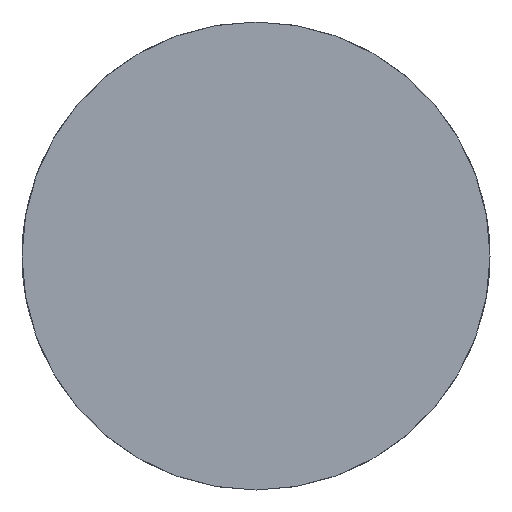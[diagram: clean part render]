
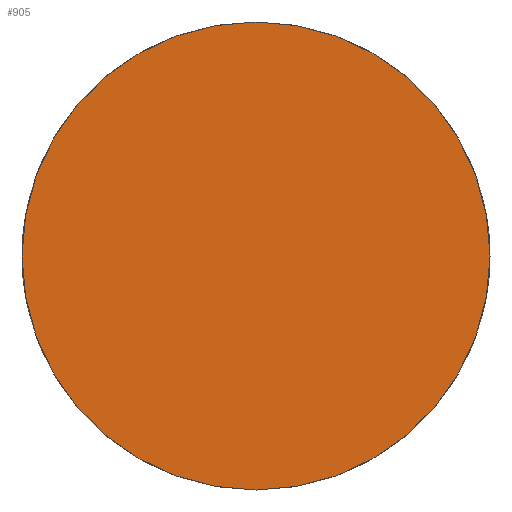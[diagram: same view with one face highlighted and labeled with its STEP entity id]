
A CAD part, front view. The second image highlights one B-rep face of the part: STEP entity #905.
In plain terms, the highlighted planar face has unit normal (0, -1, 0).
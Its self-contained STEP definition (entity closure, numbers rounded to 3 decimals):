
#905 = ADVANCED_FACE ( 'NONE', ( #4327 ), #6578, .T. ) ;
#917 = VERTEX_POINT ( 'NONE', #1269 ) ;
#970 = ORIENTED_EDGE ( 'NONE', *, *, #2965, .T. ) ;
#979 = CIRCLE ( 'NONE', #3914, 40. ) ;
#1012 = EDGE_LOOP ( 'NONE', ( #970, #7195 ) ) ;
#1269 = CARTESIAN_POINT ( 'NONE',  ( 0., 0., -40. ) ) ;
#1343 = CIRCLE ( 'NONE', #5449, 40. ) ;
#1585 = CARTESIAN_POINT ( 'NONE',  ( -41.6, 0., -41.614 ) ) ;
#1974 = EDGE_CURVE ( 'NONE', #4398, #917, #979, .T. ) ;
#2730 = DIRECTION ( 'NONE',  ( 1., 0., 0. ) ) ;
#2965 = EDGE_CURVE ( 'NONE', #917, #4398, #1343, .T. ) ;
#3603 = DIRECTION ( 'NONE',  ( 0., 0., -1. ) ) ;
#3845 = DIRECTION ( 'NONE',  ( 0., -1., 0. ) ) ;
#3914 = AXIS2_PLACEMENT_3D ( 'NONE', #5227, #5260, #3603 ) ;
#3945 = DIRECTION ( 'NONE',  ( 0., 0., -1. ) ) ;
#4327 = FACE_OUTER_BOUND ( 'NONE', #1012, .T. ) ;
#4398 = VERTEX_POINT ( 'NONE', #5571 ) ;
#4482 = DIRECTION ( 'NONE',  ( 0., -1., 0. ) ) ;
#5168 = AXIS2_PLACEMENT_3D ( 'NONE', #1585, #3845, #2730 ) ;
#5227 = CARTESIAN_POINT ( 'NONE',  ( 0., 0., 0. ) ) ;
#5260 = DIRECTION ( 'NONE',  ( 0., -1., 0. ) ) ;
#5449 = AXIS2_PLACEMENT_3D ( 'NONE', #6252, #4482, #3945 ) ;
#5571 = CARTESIAN_POINT ( 'NONE',  ( 0., 0., 40. ) ) ;
#6252 = CARTESIAN_POINT ( 'NONE',  ( 0., 0., 0. ) ) ;
#6578 = PLANE ( 'NONE',  #5168 ) ;
#7195 = ORIENTED_EDGE ( 'NONE', *, *, #1974, .T. ) ;
